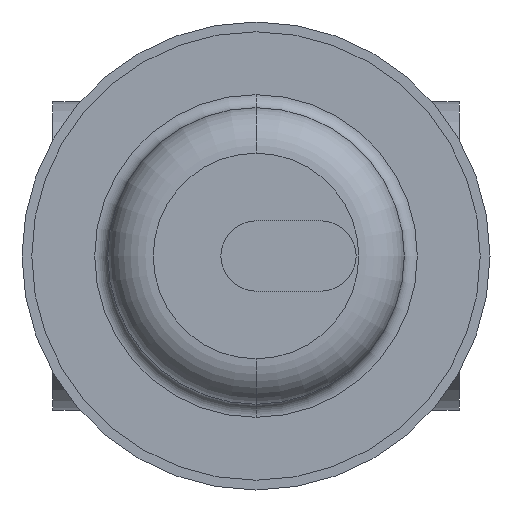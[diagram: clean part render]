
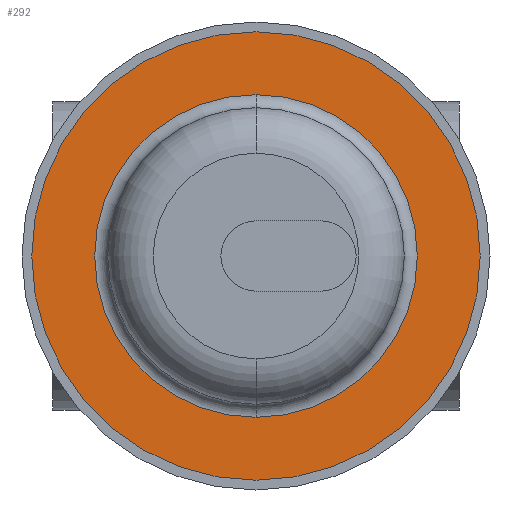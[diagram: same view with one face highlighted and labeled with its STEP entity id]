
A CAD part, front view. The second image highlights one B-rep face of the part: STEP entity #292.
In plain terms, the highlighted planar face has unit normal (0, -1, 0).
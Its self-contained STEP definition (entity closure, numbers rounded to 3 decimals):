
#292 = ADVANCED_FACE( '', ( #680, #681 ), #682, .T. );
#680 = FACE_OUTER_BOUND( '', #1084, .T. );
#681 = FACE_BOUND( '', #1085, .T. );
#682 = PLANE( '', #1086 );
#1084 = EDGE_LOOP( '', ( #2429, #2430 ) );
#1085 = EDGE_LOOP( '', ( #2431, #2432, #2433 ) );
#1086 = AXIS2_PLACEMENT_3D( '', #2434, #2435, #2436 );
#2429 = ORIENTED_EDGE( '', *, *, #2915, .F. );
#2430 = ORIENTED_EDGE( '', *, *, #2950, .F. );
#2431 = ORIENTED_EDGE( '', *, *, #2948, .T. );
#2432 = ORIENTED_EDGE( '', *, *, #2922, .T. );
#2433 = ORIENTED_EDGE( '', *, *, #2949, .T. );
#2434 = CARTESIAN_POINT( '', ( 124.313, -401.5, 0. ) );
#2435 = DIRECTION( '', ( 0., -1., 0. ) );
#2436 = DIRECTION( '', ( -1., 0., 0. ) );
#2915 = EDGE_CURVE( '', #3601, #3604, #3605, .T. );
#2922 = EDGE_CURVE( '', #3610, #3616, #3618, .T. );
#2948 = EDGE_CURVE( '', #3660, #3610, #3661, .T. );
#2949 = EDGE_CURVE( '', #3616, #3660, #3662, .T. );
#2950 = EDGE_CURVE( '', #3604, #3601, #3663, .T. );
#3601 = VERTEX_POINT( '', #4769 );
#3604 = VERTEX_POINT( '', #4773 );
#3605 = CIRCLE( '', #4774, 69. );
#3610 = VERTEX_POINT( '', #4780 );
#3616 = VERTEX_POINT( '', #4786 );
#3618 = CIRCLE( '', #4788, 49.625 );
#3660 = VERTEX_POINT( '', #4840 );
#3661 = CIRCLE( '', #4841, 49.625 );
#3662 = CIRCLE( '', #4842, 49.625 );
#3663 = CIRCLE( '', #4843, 69. );
#4769 = CARTESIAN_POINT( '', ( 134., -401.5, 0. ) );
#4773 = CARTESIAN_POINT( '', ( -4., -401.5, 0. ) );
#4774 = AXIS2_PLACEMENT_3D( '', #5731, #5732, #5733 );
#4780 = CARTESIAN_POINT( '', ( 65., -401.5, -49.625 ) );
#4786 = CARTESIAN_POINT( '', ( 65., -401.5, 49.625 ) );
#4788 = AXIS2_PLACEMENT_3D( '', #5750, #5751, #5752 );
#4840 = CARTESIAN_POINT( '', ( 114.625, -401.5, 0. ) );
#4841 = AXIS2_PLACEMENT_3D( '', #5808, #5809, #5810 );
#4842 = AXIS2_PLACEMENT_3D( '', #5811, #5812, #5813 );
#4843 = AXIS2_PLACEMENT_3D( '', #5814, #5815, #5816 );
#5731 = CARTESIAN_POINT( '', ( 65., -401.5, 0. ) );
#5732 = DIRECTION( '', ( 0., 1., 0. ) );
#5733 = DIRECTION( '', ( 1., 0., 0. ) );
#5750 = CARTESIAN_POINT( '', ( 65., -401.5, 0. ) );
#5751 = DIRECTION( '', ( 0., 1., 0. ) );
#5752 = DIRECTION( '', ( 1., 0., 0. ) );
#5808 = CARTESIAN_POINT( '', ( 65., -401.5, 0. ) );
#5809 = DIRECTION( '', ( 0., 1., 0. ) );
#5810 = DIRECTION( '', ( 1., 0., 0. ) );
#5811 = CARTESIAN_POINT( '', ( 65., -401.5, 0. ) );
#5812 = DIRECTION( '', ( 0., 1., 0. ) );
#5813 = DIRECTION( '', ( 1., 0., 0. ) );
#5814 = CARTESIAN_POINT( '', ( 65., -401.5, 0. ) );
#5815 = DIRECTION( '', ( 0., 1., 0. ) );
#5816 = DIRECTION( '', ( 1., 0., 0. ) );
